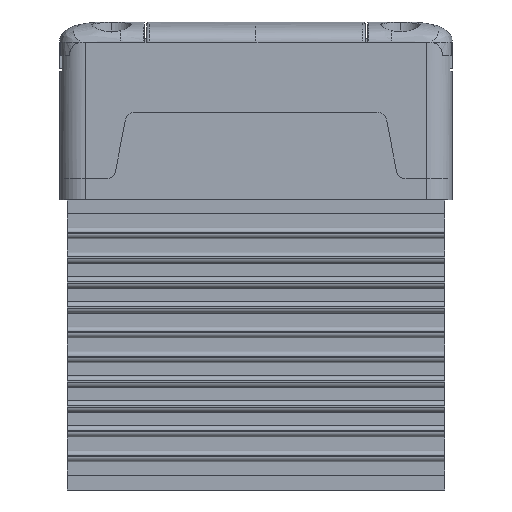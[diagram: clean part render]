
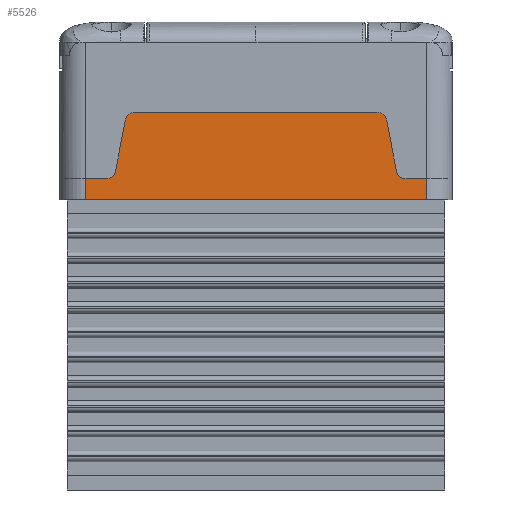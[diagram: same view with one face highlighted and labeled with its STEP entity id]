
A CAD part, left-side view. The second image highlights one B-rep face of the part: STEP entity #5526.
In plain terms, the highlighted planar face has unit normal (-1, 0, 0).
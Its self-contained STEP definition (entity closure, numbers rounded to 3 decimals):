
#15 = CIRCLE ( 'NONE', #21271, 1.5 ) ;
#189 = ORIENTED_EDGE ( 'NONE', *, *, #39457, .T. ) ;
#845 = ORIENTED_EDGE ( 'NONE', *, *, #32842, .T. ) ;
#869 = DIRECTION ( 'NONE',  ( 0., 0., 1. ) ) ;
#1543 = CARTESIAN_POINT ( 'NONE',  ( -11.2, -24.408, 74.186 ) ) ;
#1936 = CARTESIAN_POINT ( 'NONE',  ( -11.2, 24.408, 74.186 ) ) ;
#2150 = ORIENTED_EDGE ( 'NONE', *, *, #5892, .F. ) ;
#2208 = AXIS2_PLACEMENT_3D ( 'NONE', #1936, #18177, #9930 ) ;
#2799 = DIRECTION ( 'NONE',  ( 0., 0., -1. ) ) ;
#3271 = LINE ( 'NONE', #39254, #31918 ) ;
#3519 = DIRECTION ( 'NONE',  ( 0., -1., 0. ) ) ;
#5526 = ADVANCED_FACE ( 'NONE', ( #17922 ), #34182, .T. ) ;
#5618 = CARTESIAN_POINT ( 'NONE',  ( -11.2, -24.408, 76.186 ) ) ;
#5736 = DIRECTION ( 'NONE',  ( 1., 0., 0. ) ) ;
#5892 = EDGE_CURVE ( 'NONE', #16361, #50840, #28555, .T. ) ;
#6298 = LINE ( 'NONE', #14555, #26608 ) ;
#6577 = ORIENTED_EDGE ( 'NONE', *, *, #50906, .F. ) ;
#6741 = DIRECTION ( 'NONE',  ( 0., 0., 1. ) ) ;
#7125 = DIRECTION ( 'NONE',  ( -1., 0., 0. ) ) ;
#7317 = ORIENTED_EDGE ( 'NONE', *, *, #19354, .F. ) ;
#7340 = CARTESIAN_POINT ( 'NONE',  ( -11.2, -26.061, 76.186 ) ) ;
#8624 = VERTEX_POINT ( 'NONE', #30344 ) ;
#9007 = CIRCLE ( 'NONE', #2208, 2. ) ;
#9130 = CARTESIAN_POINT ( 'NONE',  ( -11.2, 29.851, 62.871 ) ) ;
#9448 = VECTOR ( 'NONE', #3519, 1000. ) ;
#9930 = DIRECTION ( 'NONE',  ( 0., 0., -1. ) ) ;
#10064 = DIRECTION ( 'NONE',  ( 0., 0., -1. ) ) ;
#10172 = CARTESIAN_POINT ( 'NONE',  ( -11.2, 25.644, 75.758 ) ) ;
#10292 = CARTESIAN_POINT ( 'NONE',  ( -11.2, -25.644, 75.758 ) ) ;
#10528 = CARTESIAN_POINT ( 'NONE',  ( -11.2, -24.408, 74.186 ) ) ;
#10572 = EDGE_CURVE ( 'NONE', #21197, #40341, #6298, .T. ) ;
#11084 = DIRECTION ( 'NONE',  ( 0., 1., 0. ) ) ;
#11914 = VERTEX_POINT ( 'NONE', #10172 ) ;
#12798 = AXIS2_PLACEMENT_3D ( 'NONE', #19903, #7125, #32438 ) ;
#13658 = CARTESIAN_POINT ( 'NONE',  ( -11.2, 34.4, 62.871 ) ) ;
#13919 = DIRECTION ( 'NONE',  ( -1., 0., 0. ) ) ;
#14406 = DIRECTION ( 'NONE',  ( 0., 1., 0. ) ) ;
#14555 = CARTESIAN_POINT ( 'NONE',  ( -11.2, 0., 58.5 ) ) ;
#15312 = DIRECTION ( 'NONE',  ( 0., 0., -1. ) ) ;
#15502 = CARTESIAN_POINT ( 'NONE',  ( -11.2, 12.978, 62.871 ) ) ;
#15629 = CARTESIAN_POINT ( 'NONE',  ( -11.2, -29.851, 62.871 ) ) ;
#16207 = ORIENTED_EDGE ( 'NONE', *, *, #16947, .T. ) ;
#16361 = VERTEX_POINT ( 'NONE', #15629 ) ;
#16947 = EDGE_CURVE ( 'NONE', #31733, #39881, #47611, .T. ) ;
#17054 = CIRCLE ( 'NONE', #12798, 1.5 ) ;
#17922 = FACE_OUTER_BOUND ( 'NONE', #21874, .T. ) ;
#18177 = DIRECTION ( 'NONE',  ( 1., 0., 0. ) ) ;
#18633 = CARTESIAN_POINT ( 'NONE',  ( -11.2, 34.4, 58.5 ) ) ;
#19354 = EDGE_CURVE ( 'NONE', #49089, #36926, #17054, .T. ) ;
#19426 = CARTESIAN_POINT ( 'NONE',  ( -11.2, 24.408, 76.186 ) ) ;
#19623 = VECTOR ( 'NONE', #42568, 1000. ) ;
#19903 = CARTESIAN_POINT ( 'NONE',  ( -11.2, 29.851, 64.371 ) ) ;
#20504 = ORIENTED_EDGE ( 'NONE', *, *, #50886, .T. ) ;
#20626 = LINE ( 'NONE', #32350, #50621 ) ;
#21197 = VERTEX_POINT ( 'NONE', #28763 ) ;
#21271 = AXIS2_PLACEMENT_3D ( 'NONE', #36334, #37373, #869 ) ;
#21361 = AXIS2_PLACEMENT_3D ( 'NONE', #45944, #13919, #30179 ) ;
#21874 = EDGE_LOOP ( 'NONE', ( #46401, #845, #2150, #28206, #52042, #16207, #20504, #6577, #46348, #24356, #23221, #7317, #189, #43221 ) ) ;
#22536 = DIRECTION ( 'NONE',  ( -1., 0., 0. ) ) ;
#22754 = EDGE_CURVE ( 'NONE', #8624, #31733, #27586, .T. ) ;
#23073 = CIRCLE ( 'NONE', #42643, 2. ) ;
#23221 = ORIENTED_EDGE ( 'NONE', *, *, #38992, .F. ) ;
#23625 = CARTESIAN_POINT ( 'NONE',  ( -11.2, 26.372, 74.562 ) ) ;
#24220 = VECTOR ( 'NONE', #6741, 1000. ) ;
#24356 = ORIENTED_EDGE ( 'NONE', *, *, #29573, .F. ) ;
#25734 = CARTESIAN_POINT ( 'NONE',  ( -11.2, -26.372, 74.562 ) ) ;
#25881 = LINE ( 'NONE', #34662, #52419 ) ;
#26324 = CARTESIAN_POINT ( 'NONE',  ( -11.2, -34.122, 76.186 ) ) ;
#26608 = VECTOR ( 'NONE', #11084, 1000. ) ;
#27586 = LINE ( 'NONE', #7340, #29491 ) ;
#27889 = AXIS2_PLACEMENT_3D ( 'NONE', #42505, #5736, #2799 ) ;
#28206 = ORIENTED_EDGE ( 'NONE', *, *, #47802, .T. ) ;
#28555 = LINE ( 'NONE', #15502, #9448 ) ;
#28763 = CARTESIAN_POINT ( 'NONE',  ( -11.2, -34.4, 58.5 ) ) ;
#29491 = VECTOR ( 'NONE', #39842, 1000. ) ;
#29573 = EDGE_CURVE ( 'NONE', #31309, #11914, #43212, .T. ) ;
#30179 = DIRECTION ( 'NONE',  ( 0., 0., 1. ) ) ;
#30344 = CARTESIAN_POINT ( 'NONE',  ( -11.2, -28.378, 64.089 ) ) ;
#30769 = VERTEX_POINT ( 'NONE', #19426 ) ;
#31309 = VERTEX_POINT ( 'NONE', #23625 ) ;
#31733 = VERTEX_POINT ( 'NONE', #25734 ) ;
#31918 = VECTOR ( 'NONE', #48054, 1000. ) ;
#32242 = EDGE_CURVE ( 'NONE', #40341, #43921, #20626, .T. ) ;
#32350 = CARTESIAN_POINT ( 'NONE',  ( -11.2, 34.4, 26.871 ) ) ;
#32438 = DIRECTION ( 'NONE',  ( 0., 0., 1. ) ) ;
#32484 = EDGE_CURVE ( 'NONE', #11914, #30769, #9007, .T. ) ;
#32842 = EDGE_CURVE ( 'NONE', #21197, #50840, #44025, .T. ) ;
#34182 = PLANE ( 'NONE',  #21361 ) ;
#34662 = CARTESIAN_POINT ( 'NONE',  ( -11.2, -12.978, 62.871 ) ) ;
#34714 = CARTESIAN_POINT ( 'NONE',  ( -11.2, 28.378, 64.089 ) ) ;
#34718 = AXIS2_PLACEMENT_3D ( 'NONE', #10528, #22536, #15312 ) ;
#36334 = CARTESIAN_POINT ( 'NONE',  ( -11.2, -29.851, 64.371 ) ) ;
#36872 = DIRECTION ( 'NONE',  ( 0., 0., 1. ) ) ;
#36926 = VERTEX_POINT ( 'NONE', #34714 ) ;
#37373 = DIRECTION ( 'NONE',  ( 1., 0., 0. ) ) ;
#38992 = EDGE_CURVE ( 'NONE', #36926, #31309, #3271, .T. ) ;
#39254 = CARTESIAN_POINT ( 'NONE',  ( -11.2, 26.061, 76.186 ) ) ;
#39288 = VERTEX_POINT ( 'NONE', #5618 ) ;
#39457 = EDGE_CURVE ( 'NONE', #49089, #43921, #25881, .T. ) ;
#39842 = DIRECTION ( 'NONE',  ( 0., 0.188, 0.982 ) ) ;
#39881 = VERTEX_POINT ( 'NONE', #10292 ) ;
#40341 = VERTEX_POINT ( 'NONE', #18633 ) ;
#41512 = LINE ( 'NONE', #26324, #19623 ) ;
#42505 = CARTESIAN_POINT ( 'NONE',  ( -11.2, 24.408, 74.186 ) ) ;
#42568 = DIRECTION ( 'NONE',  ( 0., -1., 0. ) ) ;
#42643 = AXIS2_PLACEMENT_3D ( 'NONE', #1543, #46596, #10064 ) ;
#43212 = CIRCLE ( 'NONE', #27889, 2. ) ;
#43221 = ORIENTED_EDGE ( 'NONE', *, *, #32242, .F. ) ;
#43921 = VERTEX_POINT ( 'NONE', #13658 ) ;
#44025 = LINE ( 'NONE', #47537, #24220 ) ;
#44201 = CARTESIAN_POINT ( 'NONE',  ( -11.2, -34.4, 62.871 ) ) ;
#45944 = CARTESIAN_POINT ( 'NONE',  ( -11.2, 38.1, 59.5 ) ) ;
#46348 = ORIENTED_EDGE ( 'NONE', *, *, #32484, .F. ) ;
#46401 = ORIENTED_EDGE ( 'NONE', *, *, #10572, .F. ) ;
#46596 = DIRECTION ( 'NONE',  ( -1., 0., 0. ) ) ;
#47537 = CARTESIAN_POINT ( 'NONE',  ( -11.2, -34.4, 26.871 ) ) ;
#47611 = CIRCLE ( 'NONE', #34718, 2. ) ;
#47802 = EDGE_CURVE ( 'NONE', #16361, #8624, #15, .T. ) ;
#48054 = DIRECTION ( 'NONE',  ( 0., -0.188, 0.982 ) ) ;
#49089 = VERTEX_POINT ( 'NONE', #9130 ) ;
#50621 = VECTOR ( 'NONE', #36872, 1000. ) ;
#50840 = VERTEX_POINT ( 'NONE', #44201 ) ;
#50886 = EDGE_CURVE ( 'NONE', #39881, #39288, #23073, .T. ) ;
#50906 = EDGE_CURVE ( 'NONE', #30769, #39288, #41512, .T. ) ;
#52042 = ORIENTED_EDGE ( 'NONE', *, *, #22754, .T. ) ;
#52419 = VECTOR ( 'NONE', #14406, 1000. ) ;
